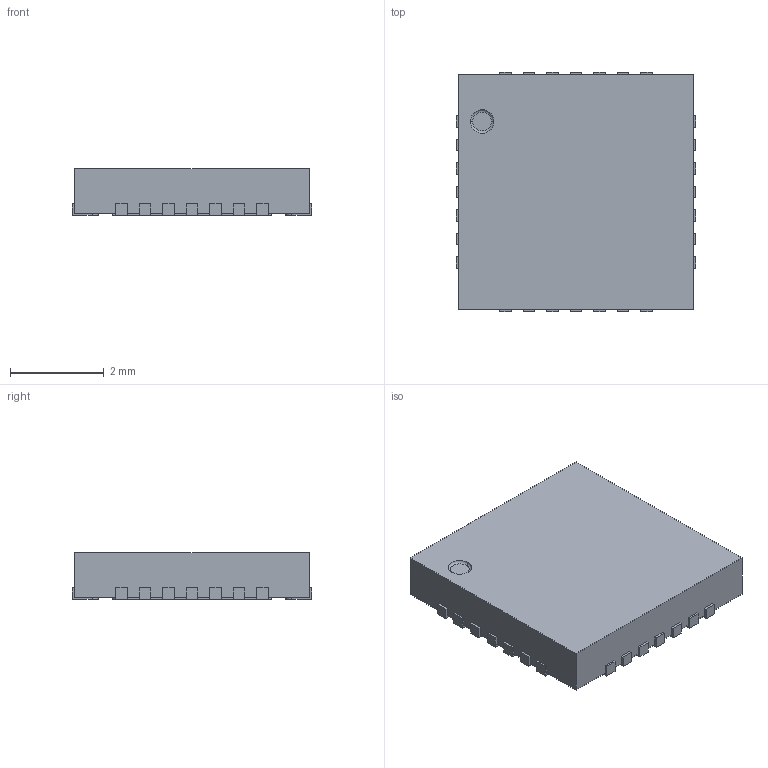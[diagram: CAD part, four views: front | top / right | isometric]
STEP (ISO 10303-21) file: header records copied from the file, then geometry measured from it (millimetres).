
FILE_DESCRIPTION(('FreeCAD Model'),'2;1');
FILE_NAME('QFN50P500X500X100-29.step','2021-03-26T22:03:01',('kicad StepUp'),( 'ksu MCAD'),'Open CASCADE STEP processor 7.2','FreeCAD','Unknown');
FILE_SCHEMA(('AUTOMOTIVE_DESIGN { 1 0 10303 214 1 1 1 1 }'));
Length unit declared in the file: millimetre
Products named in the file (1): QFN50P500X500X100-29
Bounding box: 5.1 x 5.1 x 1 mm (x, y, z)
Volume: 24.6 mm3; surface area: 105.5 mm2
Topology: 30 solids, 30 shells, 268 faces, 621 edges, 414 vertices
Faces by surface type: plane 210, cylinder 56, torus 2
Entity records: 9395 total; most frequent: CARTESIAN_POINT 1304, DIRECTION 1277, ORIENTED_EDGE 1242, EDGE_CURVE 621, LINE 503, VECTOR 503, VERTEX_POINT 414, AXIS2_PLACEMENT_3D 387
